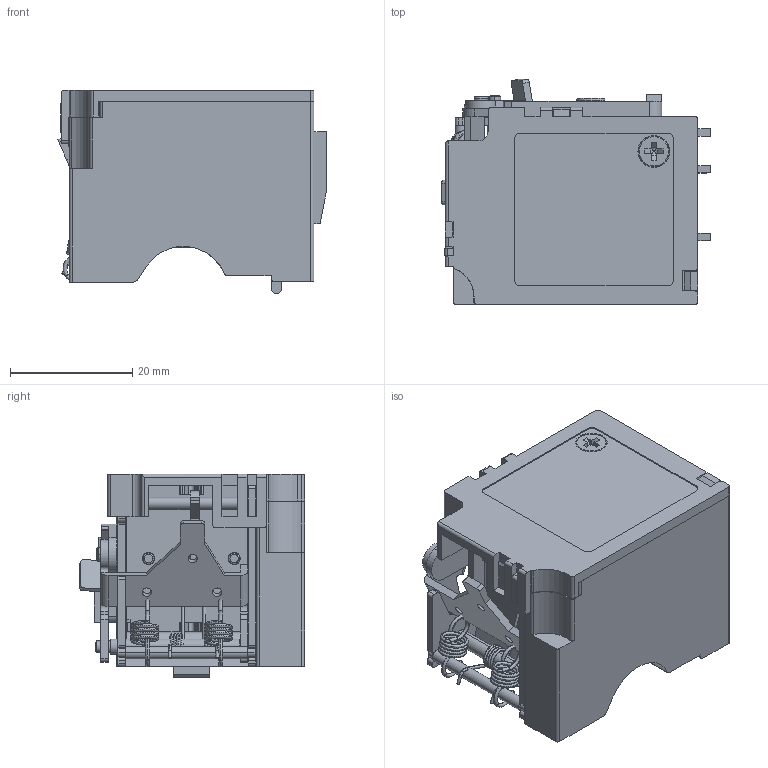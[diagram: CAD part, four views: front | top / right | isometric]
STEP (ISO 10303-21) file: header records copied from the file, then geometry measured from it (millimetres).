
FILE_DESCRIPTION((''),'2;1');
FILE_NAME('NM8-250-63000_ASM','2021-01-08T08:35:36',('zhxmin'),(''),'CREO PARAMETRIC BY PTC INC, 2018020','CREO PARAMETRIC BY PTC INC, 2018020','');
FILE_SCHEMA(('CONFIG_CONTROL_DESIGN','SHAPE_APPEARANCE_LAYERS_GROUPS'));
Products named in the file (18): WF8_282_574; WL8_288_064; WL8_205_279; WL8_615_057; WL8_211_004; WL8_235_294; 3WL8_279_012; WL8_279_013; WL8_205_283; WL8_205_280; WL8_732_020; WL8_612_070; WL8_612_069; 3WL8_310_188; 3WL8_024_531; NM8-250-630_100_ASM; GBT819_1-M3X10; NM8-250-63000_ASM
Assembly tree (19 placements, depth 3):
  NM8-250-63000_ASM
    NM8-250-630_100_ASM
      WF8_282_574  x2
      WL8_288_064
      WL8_205_279
      WL8_615_057
      WL8_211_004
      WL8_235_294
      3WL8_279_012
      WL8_279_013
      WL8_205_283
      WL8_205_280
      WL8_732_020
      WL8_612_070
      WL8_612_069
      3WL8_310_188
      3WL8_024_531
    GBT819_1-M3X10  x2
Bounding box: 43.86 x 36.8 x 33.3 mm (x, y, z)
Volume: 15560.1 mm3; surface area: 24054.3 mm2
Topology: 17 solids, 20 shells, 774 faces, 2167 edges, 1412 vertices
Faces by surface type: plane 379, cylinder 275, torus 64, bspline 28, cone 28
Entity records: 56382 total; most frequent: CARTESIAN_POINT 31912, DIRECTION 4090, ORIENTED_EDGE 3974, EDGE_CURVE 1992, AXIS2_PLACEMENT_3D 1446, VERTEX_POINT 1309, VECTOR 1198, LINE 1198
